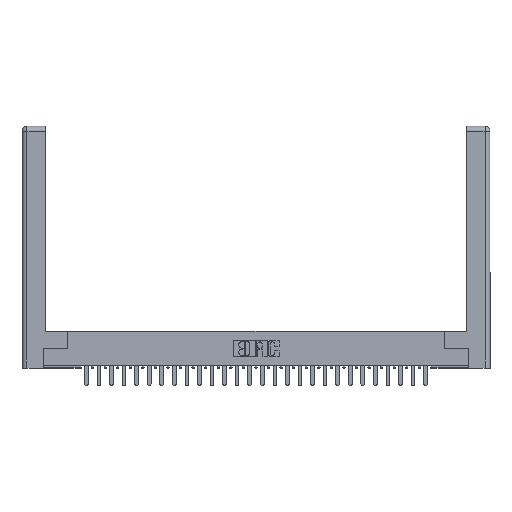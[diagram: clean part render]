
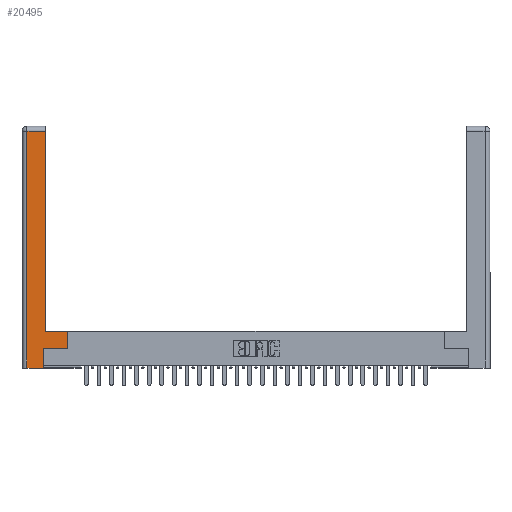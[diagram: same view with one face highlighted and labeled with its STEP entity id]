
A CAD part, top view. The second image highlights one B-rep face of the part: STEP entity #20495.
In plain terms, the highlighted planar face has unit normal (0, 0, 1).
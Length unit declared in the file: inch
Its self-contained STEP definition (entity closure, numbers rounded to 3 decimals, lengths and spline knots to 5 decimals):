
#1167 = DIRECTION ( 'NONE',  ( 1., 0., 0. ) ) ;
#1732 = LINE ( 'NONE', #23638, #28422 ) ;
#1845 = DIRECTION ( 'NONE',  ( 0., 1., 0. ) ) ;
#1923 = LINE ( 'NONE', #34442, #19415 ) ;
#2306 = EDGE_LOOP ( 'NONE', ( #20957, #21070, #9841, #19138, #19334, #29617, #26208, #14210 ) ) ;
#2311 = VECTOR ( 'NONE', #1845, 39.37008 ) ;
#3069 = DIRECTION ( 'NONE',  ( 1., 0., 0. ) ) ;
#3502 = EDGE_CURVE ( 'NONE', #26462, #32619, #1732, .T. ) ;
#3605 = DIRECTION ( 'NONE',  ( -1., 0., 0. ) ) ;
#4699 = VECTOR ( 'NONE', #3605, 39.37008 ) ;
#5169 = CARTESIAN_POINT ( 'NONE',  ( 0.565, 0.45, 0. ) ) ;
#5523 = VERTEX_POINT ( 'NONE', #7830 ) ;
#7694 = LINE ( 'NONE', #19681, #23583 ) ;
#7830 = CARTESIAN_POINT ( 'NONE',  ( 0.295, 2.94, 0. ) ) ;
#8050 = CARTESIAN_POINT ( 'NONE',  ( 0.565, 0.245, 0. ) ) ;
#8221 = DIRECTION ( 'NONE',  ( 0., 1., 0. ) ) ;
#8341 = CARTESIAN_POINT ( 'NONE',  ( 0.0615, 2.94, 0. ) ) ;
#8709 = VECTOR ( 'NONE', #8221, 39.37008 ) ;
#9841 = ORIENTED_EDGE ( 'NONE', *, *, #3502, .T. ) ;
#10487 = DIRECTION ( 'NONE',  ( 0., 0., -1. ) ) ;
#10525 = CARTESIAN_POINT ( 'NONE',  ( 0.265, 0.245, 0. ) ) ;
#11286 = EDGE_CURVE ( 'NONE', #30260, #5523, #24582, .T. ) ;
#12372 = FACE_OUTER_BOUND ( 'NONE', #2306, .T. ) ;
#12710 = VERTEX_POINT ( 'NONE', #28566 ) ;
#12946 = EDGE_CURVE ( 'NONE', #20410, #30260, #1923, .T. ) ;
#13174 = PLANE ( 'NONE',  #15610 ) ;
#13411 = EDGE_CURVE ( 'NONE', #32619, #15765, #7694, .T. ) ;
#14210 = ORIENTED_EDGE ( 'NONE', *, *, #12946, .T. ) ;
#15344 = DIRECTION ( 'NONE',  ( 0., 1., 0. ) ) ;
#15610 = AXIS2_PLACEMENT_3D ( 'NONE', #26505, #10487, #29186 ) ;
#15765 = VERTEX_POINT ( 'NONE', #18370 ) ;
#16850 = CARTESIAN_POINT ( 'NONE',  ( 0.0615, 0., 0. ) ) ;
#17290 = CARTESIAN_POINT ( 'NONE',  ( 0.265, 0.245, 0. ) ) ;
#18370 = CARTESIAN_POINT ( 'NONE',  ( 0.265, 0., 0. ) ) ;
#18613 = CARTESIAN_POINT ( 'NONE',  ( 0.295, 0.45, 0. ) ) ;
#18848 = CARTESIAN_POINT ( 'NONE',  ( 0.295, 3., 0. ) ) ;
#18858 = LINE ( 'NONE', #19656, #4699 ) ;
#19138 = ORIENTED_EDGE ( 'NONE', *, *, #13411, .T. ) ;
#19334 = ORIENTED_EDGE ( 'NONE', *, *, #20865, .T. ) ;
#19415 = VECTOR ( 'NONE', #23833, 39.37008 ) ;
#19656 = CARTESIAN_POINT ( 'NONE',  ( 0.0615, 2.94, 0. ) ) ;
#19681 = CARTESIAN_POINT ( 'NONE',  ( 0.265, 0., 0. ) ) ;
#20221 = LINE ( 'NONE', #28173, #2311 ) ;
#20410 = VERTEX_POINT ( 'NONE', #5169 ) ;
#20495 = ADVANCED_FACE ( 'NONE', ( #12372 ), #13174, .F. ) ;
#20865 = EDGE_CURVE ( 'NONE', #15765, #30453, #21977, .T. ) ;
#20957 = ORIENTED_EDGE ( 'NONE', *, *, #11286, .T. ) ;
#21070 = ORIENTED_EDGE ( 'NONE', *, *, #24713, .T. ) ;
#21151 = LINE ( 'NONE', #8050, #21582 ) ;
#21582 = VECTOR ( 'NONE', #3069, 39.37008 ) ;
#21977 = LINE ( 'NONE', #10525, #29113 ) ;
#23583 = VECTOR ( 'NONE', #1167, 39.37008 ) ;
#23638 = CARTESIAN_POINT ( 'NONE',  ( 0.0615, 0., 0. ) ) ;
#23833 = DIRECTION ( 'NONE',  ( -1., 0., 0. ) ) ;
#24582 = LINE ( 'NONE', #18848, #8709 ) ;
#24713 = EDGE_CURVE ( 'NONE', #5523, #26462, #18858, .T. ) ;
#26208 = ORIENTED_EDGE ( 'NONE', *, *, #31722, .T. ) ;
#26462 = VERTEX_POINT ( 'NONE', #8341 ) ;
#26505 = CARTESIAN_POINT ( 'NONE',  ( 0., 0., 0. ) ) ;
#28173 = CARTESIAN_POINT ( 'NONE',  ( 0.565, 0.45, 0. ) ) ;
#28422 = VECTOR ( 'NONE', #29250, 39.37008 ) ;
#28566 = CARTESIAN_POINT ( 'NONE',  ( 0.565, 0.245, 0. ) ) ;
#29113 = VECTOR ( 'NONE', #15344, 39.37008 ) ;
#29186 = DIRECTION ( 'NONE',  ( -1., 0., 0. ) ) ;
#29250 = DIRECTION ( 'NONE',  ( 0., -1., 0. ) ) ;
#29617 = ORIENTED_EDGE ( 'NONE', *, *, #34523, .T. ) ;
#30260 = VERTEX_POINT ( 'NONE', #18613 ) ;
#30453 = VERTEX_POINT ( 'NONE', #17290 ) ;
#31722 = EDGE_CURVE ( 'NONE', #12710, #20410, #20221, .T. ) ;
#32619 = VERTEX_POINT ( 'NONE', #16850 ) ;
#34442 = CARTESIAN_POINT ( 'NONE',  ( 0.295, 0.45, 0. ) ) ;
#34523 = EDGE_CURVE ( 'NONE', #30453, #12710, #21151, .T. ) ;
